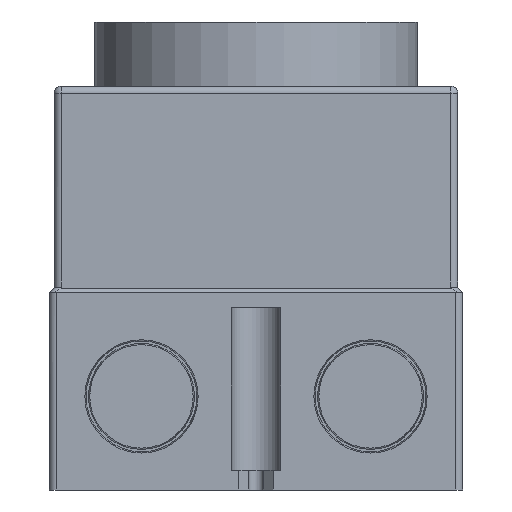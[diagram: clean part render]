
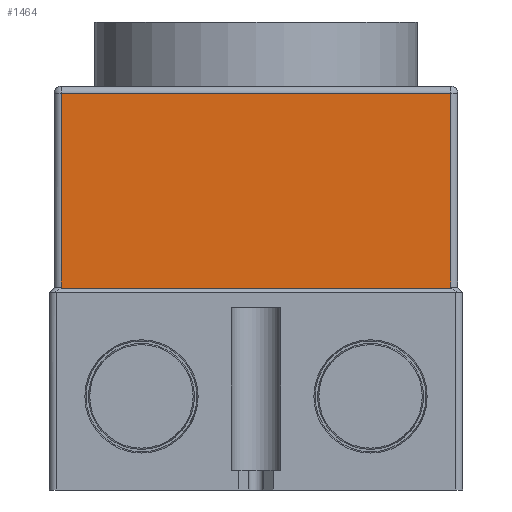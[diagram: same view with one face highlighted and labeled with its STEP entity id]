
A CAD part, front view. The second image highlights one B-rep face of the part: STEP entity #1464.
In plain terms, the highlighted planar face has unit normal (0, -1, 0).
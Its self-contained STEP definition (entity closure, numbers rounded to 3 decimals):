
#439 = LINE ( 'NONE', #9512, #566 ) ;
#444 = VECTOR ( 'NONE', #9483, 1000. ) ;
#455 = LINE ( 'NONE', #8062, #444 ) ;
#566 = VECTOR ( 'NONE', #586, 1000. ) ;
#586 = DIRECTION ( 'NONE',  ( 0., 0., -1. ) ) ;
#632 = VERTEX_POINT ( 'NONE', #5277 ) ;
#705 = LINE ( 'NONE', #9452, #3828 ) ;
#918 = CARTESIAN_POINT ( 'NONE',  ( 39.5, -78.5, 41. ) ) ;
#1464 = ADVANCED_FACE ( 'NONE', ( #7473 ), #8290, .F. ) ;
#2031 = DIRECTION ( 'NONE',  ( 0., 0., 1. ) ) ;
#2044 = ORIENTED_EDGE ( 'NONE', *, *, #9084, .T. ) ;
#2376 = ORIENTED_EDGE ( 'NONE', *, *, #8664, .F. ) ;
#2666 = DIRECTION ( 'NONE',  ( -1., 0., 0. ) ) ;
#3364 = VERTEX_POINT ( 'NONE', #7820 ) ;
#3800 = CARTESIAN_POINT ( 'NONE',  ( -41., -78.5, 82. ) ) ;
#3828 = VECTOR ( 'NONE', #2031, 1000. ) ;
#3835 = VERTEX_POINT ( 'NONE', #918 ) ;
#3867 = DIRECTION ( 'NONE',  ( 0., 1., 0. ) ) ;
#3886 = VERTEX_POINT ( 'NONE', #4232 ) ;
#3930 = VECTOR ( 'NONE', #2666, 1000. ) ;
#4056 = ORIENTED_EDGE ( 'NONE', *, *, #9100, .T. ) ;
#4185 = LINE ( 'NONE', #8572, #3930 ) ;
#4232 = CARTESIAN_POINT ( 'NONE',  ( -39.5, -78.5, 80.5 ) ) ;
#5056 = ORIENTED_EDGE ( 'NONE', *, *, #9110, .T. ) ;
#5277 = CARTESIAN_POINT ( 'NONE',  ( -39.5, -78.5, 41. ) ) ;
#6852 = AXIS2_PLACEMENT_3D ( 'NONE', #3800, #3867, #8976 ) ;
#7473 = FACE_OUTER_BOUND ( 'NONE', #8227, .T. ) ;
#7820 = CARTESIAN_POINT ( 'NONE',  ( 39.5, -78.5, 80.5 ) ) ;
#8062 = CARTESIAN_POINT ( 'NONE',  ( -41., -78.5, 80.5 ) ) ;
#8227 = EDGE_LOOP ( 'NONE', ( #2376, #2044, #4056, #5056 ) ) ;
#8290 = PLANE ( 'NONE',  #6852 ) ;
#8572 = CARTESIAN_POINT ( 'NONE',  ( 41., -78.5, 41. ) ) ;
#8664 = EDGE_CURVE ( 'NONE', #3835, #632, #4185, .T. ) ;
#8976 = DIRECTION ( 'NONE',  ( -1., 0., 0. ) ) ;
#9084 = EDGE_CURVE ( 'NONE', #3835, #3364, #705, .T. ) ;
#9100 = EDGE_CURVE ( 'NONE', #3364, #3886, #455, .T. ) ;
#9110 = EDGE_CURVE ( 'NONE', #3886, #632, #439, .T. ) ;
#9452 = CARTESIAN_POINT ( 'NONE',  ( 39.5, -78.5, 82. ) ) ;
#9483 = DIRECTION ( 'NONE',  ( -1., 0., 0. ) ) ;
#9512 = CARTESIAN_POINT ( 'NONE',  ( -39.5, -78.5, 82. ) ) ;
